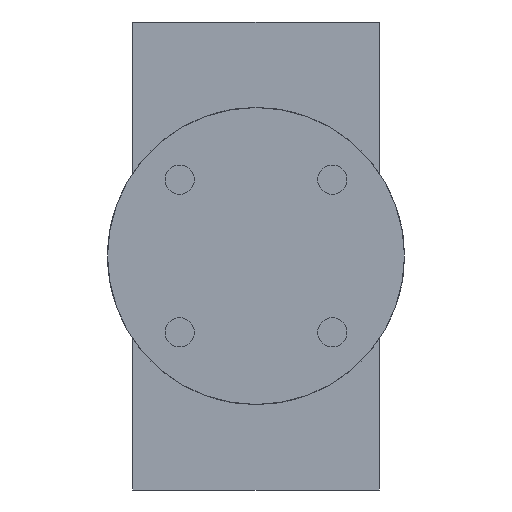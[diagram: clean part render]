
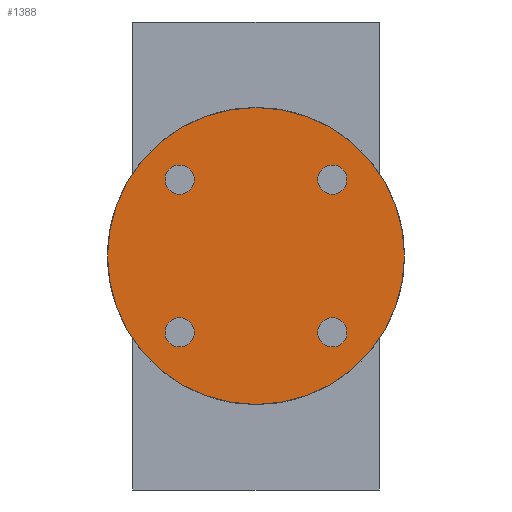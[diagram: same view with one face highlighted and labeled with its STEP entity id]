
A CAD part, front view. The second image highlights one B-rep face of the part: STEP entity #1388.
In plain terms, the highlighted planar face has unit normal (0, -1, 0).
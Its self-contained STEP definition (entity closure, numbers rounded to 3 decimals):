
#24=FACE_BOUND('',#152,.T.);
#25=FACE_BOUND('',#153,.T.);
#26=FACE_BOUND('',#154,.T.);
#27=FACE_BOUND('',#155,.T.);
#75=FACE_OUTER_BOUND('',#151,.T.);
#151=EDGE_LOOP('',(#962,#963));
#152=EDGE_LOOP('',(#964));
#153=EDGE_LOOP('',(#965));
#154=EDGE_LOOP('',(#966));
#155=EDGE_LOOP('',(#967));
#251=CIRCLE('',#1485,3.25);
#252=CIRCLE('',#1487,3.25);
#254=CIRCLE('',#1490,3.25);
#255=CIRCLE('',#1492,3.25);
#256=CIRCLE('',#1494,33.);
#257=CIRCLE('',#1495,33.);
#603=VERTEX_POINT('',#2078);
#604=VERTEX_POINT('',#2082);
#606=VERTEX_POINT('',#2088);
#607=VERTEX_POINT('',#2092);
#608=VERTEX_POINT('',#2096);
#609=VERTEX_POINT('',#2097);
#740=EDGE_CURVE('',#603,#603,#251,.T.);
#742=EDGE_CURVE('',#604,#604,#252,.T.);
#745=EDGE_CURVE('',#606,#606,#254,.T.);
#747=EDGE_CURVE('',#607,#607,#255,.T.);
#749=EDGE_CURVE('',#608,#609,#256,.T.);
#750=EDGE_CURVE('',#609,#608,#257,.T.);
#962=ORIENTED_EDGE('',*,*,#749,.T.);
#963=ORIENTED_EDGE('',*,*,#750,.T.);
#964=ORIENTED_EDGE('',*,*,#740,.T.);
#965=ORIENTED_EDGE('',*,*,#742,.T.);
#966=ORIENTED_EDGE('',*,*,#745,.T.);
#967=ORIENTED_EDGE('',*,*,#747,.T.);
#1328=PLANE('',#1493);
#1388=ADVANCED_FACE('',(#75,#24,#25,#26,#27),#1328,.T.);
#1485=AXIS2_PLACEMENT_3D('',#2079,#1637,#1638);
#1487=AXIS2_PLACEMENT_3D('',#2083,#1642,#1643);
#1490=AXIS2_PLACEMENT_3D('',#2089,#1649,#1650);
#1492=AXIS2_PLACEMENT_3D('',#2093,#1654,#1655);
#1493=AXIS2_PLACEMENT_3D('',#2095,#1657,#1658);
#1494=AXIS2_PLACEMENT_3D('',#2098,#1659,#1660);
#1495=AXIS2_PLACEMENT_3D('',#2099,#1661,#1662);
#1637=DIRECTION('center_axis',(0.,1.,0.));
#1638=DIRECTION('ref_axis',(1.,0.,0.));
#1642=DIRECTION('center_axis',(0.,1.,0.));
#1643=DIRECTION('ref_axis',(1.,0.,0.));
#1649=DIRECTION('center_axis',(0.,1.,0.));
#1650=DIRECTION('ref_axis',(1.,0.,0.));
#1654=DIRECTION('center_axis',(0.,1.,0.));
#1655=DIRECTION('ref_axis',(1.,0.,0.));
#1657=DIRECTION('center_axis',(0.,-1.,0.));
#1658=DIRECTION('ref_axis',(-1.,0.,0.));
#1659=DIRECTION('center_axis',(0.,-1.,0.));
#1660=DIRECTION('ref_axis',(1.,0.,0.));
#1661=DIRECTION('center_axis',(0.,-1.,0.));
#1662=DIRECTION('ref_axis',(1.,0.,0.));
#2078=CARTESIAN_POINT('',(141.121,32.615,-162.597));
#2079=CARTESIAN_POINT('Origin',(144.371,32.615,-162.597));
#2082=CARTESIAN_POINT('',(175.063,32.615,-162.596));
#2083=CARTESIAN_POINT('Origin',(178.313,32.615,-162.596));
#2088=CARTESIAN_POINT('',(175.063,32.615,-128.655));
#2089=CARTESIAN_POINT('Origin',(178.313,32.615,-128.655));
#2092=CARTESIAN_POINT('',(141.122,32.615,-128.655));
#2093=CARTESIAN_POINT('Origin',(144.372,32.615,-128.655));
#2095=CARTESIAN_POINT('Origin',(161.342,32.615,-145.626));
#2096=CARTESIAN_POINT('',(194.342,32.615,-145.626));
#2097=CARTESIAN_POINT('',(128.342,32.615,-145.626));
#2098=CARTESIAN_POINT('Origin',(161.342,32.615,-145.626));
#2099=CARTESIAN_POINT('Origin',(161.342,32.615,-145.626));
